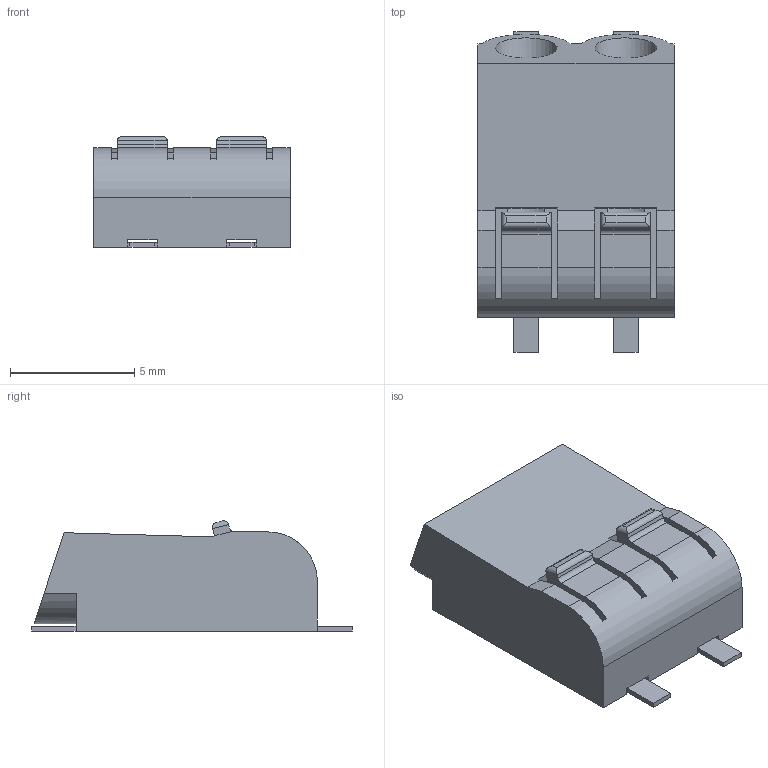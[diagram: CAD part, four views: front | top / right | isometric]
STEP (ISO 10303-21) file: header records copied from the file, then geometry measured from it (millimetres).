
FILE_DESCRIPTION( ( '' ), ' ' );
FILE_NAME( '59741936a2a0d910d41eb2aa.step', '2017-07-23T03:34:17', ( '' ), ( '' ), ' ', ' ', ' ' );
FILE_SCHEMA( ( 'AUTOMOTIVE_DESIGN { 1 0 10303 214 1 1 1 1 }' ) );
Length unit declared in the file: metre
Products named in the file (3): Part 2; Part 3; Part 1
Bounding box: 7.9 x 12.9 x 4.44 mm (x, y, z)
Volume: 236.4 mm3; surface area: 597 mm2
Topology: 3 solids, 3 shells, 117 faces, 325 edges, 212 vertices
Faces by surface type: plane 100, cylinder 17
Full cylindrical faces by diameter (mm): 2.5 x2
Entity records: 4645 total; most frequent: CARTESIAN_POINT 651, ORIENTED_EDGE 642, DIRECTION 607, EDGE_CURVE 321, LINE 275, VECTOR 275, VERTEX_POINT 210, AXIS2_PLACEMENT_3D 166
